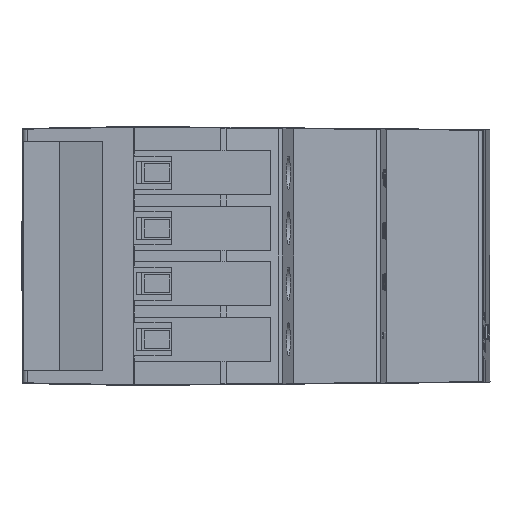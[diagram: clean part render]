
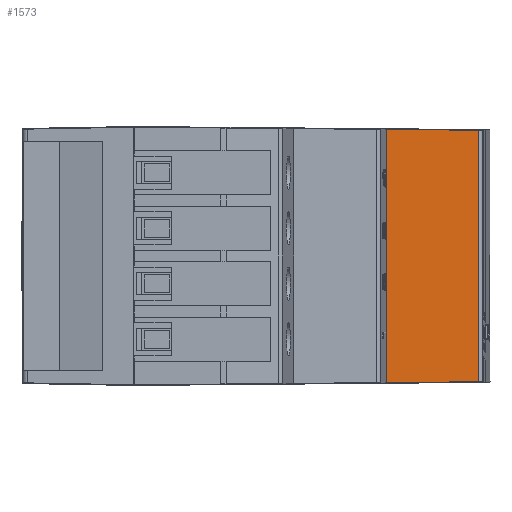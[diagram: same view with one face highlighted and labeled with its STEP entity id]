
A CAD part, front view. The second image highlights one B-rep face of the part: STEP entity #1573.
In plain terms, the highlighted planar face has unit normal (0.038, -0.999, 0).
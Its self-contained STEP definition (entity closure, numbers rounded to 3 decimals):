
#1573=ADVANCED_FACE('',(#3678),#3680,.T.);
#3678=FACE_BOUND('',#3679,.T.);
#3679=EDGE_LOOP('',(#60096,#60097,#60098,#60099));
#3680=PLANE('',#3681);
#3681=AXIS2_PLACEMENT_3D('',#3682,#3683,#3684);
#3682=CARTESIAN_POINT('',(12.5,-22.5,0.));
#3683=DIRECTION('',(0.038,-0.999,0.));
#3684=DIRECTION('',(0.999,0.038,0.));
#60096=ORIENTED_EDGE('',*,*,#66080,.F.);
#60097=ORIENTED_EDGE('',*,*,#66081,.F.);
#60098=ORIENTED_EDGE('',*,*,#66082,.T.);
#60099=ORIENTED_EDGE('',*,*,#66077,.T.);
#66077=EDGE_CURVE('',#69178,#69176,#69179,.T.);
#66080=EDGE_CURVE('',#69183,#69176,#69184,.T.);
#66081=EDGE_CURVE('',#69185,#69183,#69186,.T.);
#66082=EDGE_CURVE('',#69185,#69178,#69187,.T.);
#69176=VERTEX_POINT('',#74471);
#69178=VERTEX_POINT('',#74476);
#69179=LINE('',#74477,#74478);
#69183=VERTEX_POINT('',#74488);
#69184=LINE('',#74489,#74490);
#69185=VERTEX_POINT('',#74492);
#69186=LINE('',#74493,#74494);
#69187=LINE('',#74496,#74497);
#74471=CARTESIAN_POINT('',(24.976,-22.02,34.494));
#74476=CARTESIAN_POINT('',(24.976,-22.02,0.506));
#74477=CARTESIAN_POINT('',(24.976,-22.02,0.506));
#74478=VECTOR('',#74479,1.);
#74479=DIRECTION('',(0.,0.,1.));
#74488=CARTESIAN_POINT('',(12.5,-22.5,34.603));
#74489=CARTESIAN_POINT('',(12.5,-22.5,34.603));
#74490=VECTOR('',#74491,1.);
#74491=DIRECTION('',(0.999,0.038,-0.009));
#74492=CARTESIAN_POINT('',(12.5,-22.5,0.397));
#74493=CARTESIAN_POINT('',(12.5,-22.5,0.397));
#74494=VECTOR('',#74495,1.);
#74495=DIRECTION('',(0.,0.,1.));
#74496=CARTESIAN_POINT('',(12.5,-22.5,0.397));
#74497=VECTOR('',#74498,1.);
#74498=DIRECTION('',(0.999,0.038,0.009));
